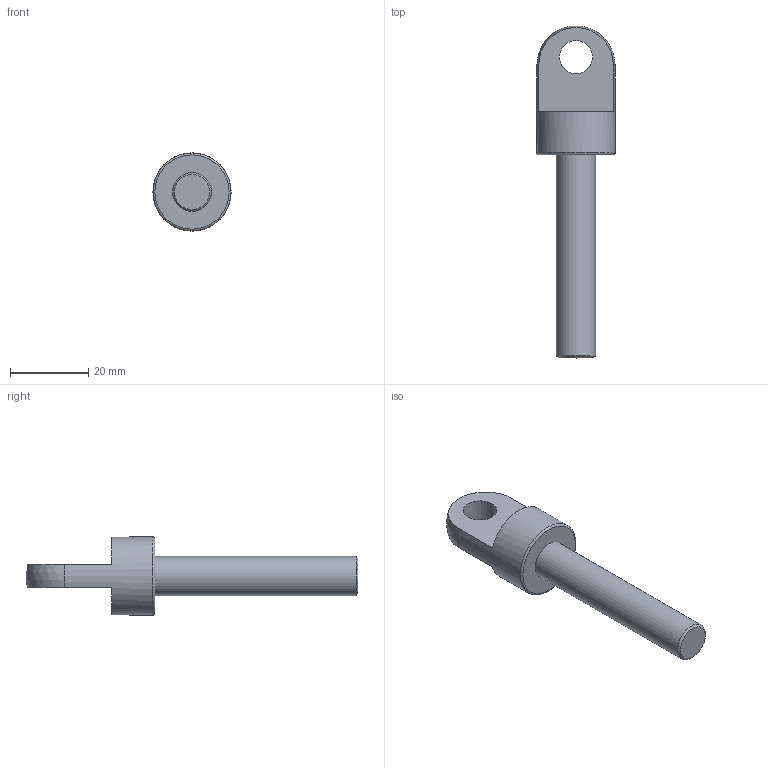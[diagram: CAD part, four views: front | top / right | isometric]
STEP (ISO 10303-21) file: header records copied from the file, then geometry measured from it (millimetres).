
FILE_DESCRIPTION(/* description */ (''),/* implementation_level */ '2;1');
FILE_NAME(/* name */ '41765.ipt.step',/* time_stamp */ '2022-07-18T12:53:22+02:00',/* author */ ('Abt. Technik'),/* organization */ (''),/* preprocessor_version */ 'ST-DEVELOPER v18.1',/* originating_system */ 'Autodesk Inventor 2022',/* authorisation */ '');
FILE_SCHEMA (('AUTOMOTIVE_DESIGN { 1 0 10303 214 3 1 1 }'));
Length unit declared in the file: millimetre
Products named in the file (1): 41765
Bounding box: 20 x 84.95 x 20 mm (x, y, z)
Volume: 9524.5 mm3; surface area: 3937.1 mm2
Topology: 1 solids, 1 shells, 12 faces, 27 edges, 18 vertices
Faces by surface type: plane 6, cylinder 3, cone 1, torus 1, sphere 1
Full cylindrical faces by diameter (mm): 8.5 x1, 10 x1, 20 x1
Entity records: 395 total; most frequent: DIRECTION 70, CARTESIAN_POINT 58, ORIENTED_EDGE 54, AXIS2_PLACEMENT_3D 30, EDGE_CURVE 27, VERTEX_POINT 18, CIRCLE 17, EDGE_LOOP 15
